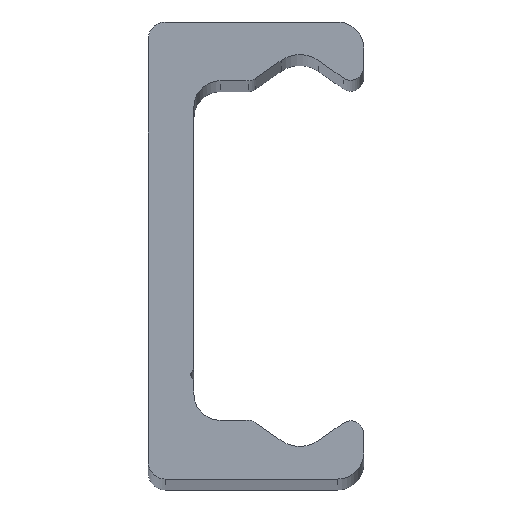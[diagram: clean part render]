
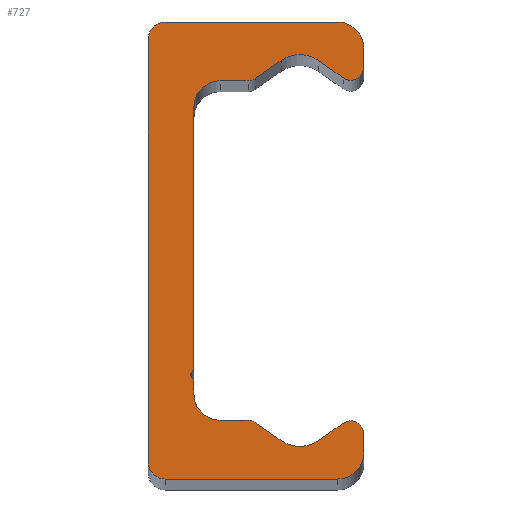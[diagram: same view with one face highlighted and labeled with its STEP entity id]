
A CAD part, top view. The second image highlights one B-rep face of the part: STEP entity #727.
In plain terms, the highlighted planar face has unit normal (0, 0, 1).
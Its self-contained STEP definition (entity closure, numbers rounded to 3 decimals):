
#34=VECTOR('',#874,1.);
#39=VECTOR('',#886,1.);
#43=VECTOR('',#897,1.);
#47=VECTOR('',#908,1.);
#51=VECTOR('',#919,1.);
#55=VECTOR('',#930,1.);
#59=VECTOR('',#941,1.);
#63=VECTOR('',#952,1.);
#67=VECTOR('',#963,1.);
#71=VECTOR('',#974,1.);
#75=VECTOR('',#985,1.);
#79=VECTOR('',#996,1.);
#83=VECTOR('',#1007,1.);
#86=LINE('',#1067,#34);
#91=LINE('',#1082,#39);
#95=LINE('',#1094,#43);
#99=LINE('',#1106,#47);
#103=LINE('',#1118,#51);
#107=LINE('',#1130,#55);
#111=LINE('',#1142,#59);
#115=LINE('',#1154,#63);
#119=LINE('',#1166,#67);
#123=LINE('',#1178,#71);
#127=LINE('',#1190,#75);
#131=LINE('',#1202,#79);
#135=LINE('',#1214,#83);
#151=PLANE('',#811);
#177=VERTEX_POINT('',#1068);
#178=VERTEX_POINT('',#1069);
#181=VERTEX_POINT('',#1077);
#183=VERTEX_POINT('',#1083);
#185=VERTEX_POINT('',#1089);
#187=VERTEX_POINT('',#1095);
#189=VERTEX_POINT('',#1101);
#191=VERTEX_POINT('',#1107);
#193=VERTEX_POINT('',#1113);
#195=VERTEX_POINT('',#1119);
#197=VERTEX_POINT('',#1125);
#199=VERTEX_POINT('',#1131);
#201=VERTEX_POINT('',#1137);
#203=VERTEX_POINT('',#1143);
#205=VERTEX_POINT('',#1149);
#207=VERTEX_POINT('',#1155);
#209=VERTEX_POINT('',#1161);
#211=VERTEX_POINT('',#1167);
#213=VERTEX_POINT('',#1173);
#215=VERTEX_POINT('',#1179);
#217=VERTEX_POINT('',#1185);
#219=VERTEX_POINT('',#1191);
#221=VERTEX_POINT('',#1197);
#223=VERTEX_POINT('',#1203);
#225=VERTEX_POINT('',#1209);
#227=VERTEX_POINT('',#1215);
#247=CIRCLE('',#761,2.);
#249=CIRCLE('',#765,1.);
#251=CIRCLE('',#769,2.5);
#253=CIRCLE('',#773,1.);
#255=CIRCLE('',#777,2.);
#257=CIRCLE('',#781,0.5);
#259=CIRCLE('',#785,2.);
#261=CIRCLE('',#789,1.);
#263=CIRCLE('',#793,2.5);
#265=CIRCLE('',#797,1.);
#267=CIRCLE('',#801,2.);
#269=CIRCLE('',#805,1.3);
#271=CIRCLE('',#809,1.3);
#291=EDGE_CURVE('',#177,#178,#86,.T.);
#295=EDGE_CURVE('',#178,#181,#247,.T.);
#298=EDGE_CURVE('',#181,#183,#91,.T.);
#301=EDGE_CURVE('',#183,#185,#249,.T.);
#304=EDGE_CURVE('',#185,#187,#95,.T.);
#307=EDGE_CURVE('',#187,#189,#251,.T.);
#310=EDGE_CURVE('',#189,#191,#99,.T.);
#313=EDGE_CURVE('',#191,#193,#253,.T.);
#316=EDGE_CURVE('',#193,#195,#103,.T.);
#319=EDGE_CURVE('',#195,#197,#255,.T.);
#322=EDGE_CURVE('',#197,#199,#107,.T.);
#325=EDGE_CURVE('',#199,#201,#257,.T.);
#328=EDGE_CURVE('',#201,#203,#111,.T.);
#331=EDGE_CURVE('',#203,#205,#259,.T.);
#334=EDGE_CURVE('',#205,#207,#115,.T.);
#337=EDGE_CURVE('',#207,#209,#261,.T.);
#340=EDGE_CURVE('',#209,#211,#119,.T.);
#343=EDGE_CURVE('',#211,#213,#263,.T.);
#346=EDGE_CURVE('',#213,#215,#123,.T.);
#349=EDGE_CURVE('',#215,#217,#265,.T.);
#352=EDGE_CURVE('',#217,#219,#127,.T.);
#355=EDGE_CURVE('',#219,#221,#267,.T.);
#358=EDGE_CURVE('',#221,#223,#131,.T.);
#361=EDGE_CURVE('',#223,#225,#269,.T.);
#364=EDGE_CURVE('',#225,#227,#135,.T.);
#367=EDGE_CURVE('',#227,#177,#271,.T.);
#509=ORIENTED_EDGE('',*,*,#291,.F.);
#510=ORIENTED_EDGE('',*,*,#367,.F.);
#511=ORIENTED_EDGE('',*,*,#364,.F.);
#512=ORIENTED_EDGE('',*,*,#361,.F.);
#513=ORIENTED_EDGE('',*,*,#358,.F.);
#514=ORIENTED_EDGE('',*,*,#355,.F.);
#515=ORIENTED_EDGE('',*,*,#352,.F.);
#516=ORIENTED_EDGE('',*,*,#349,.F.);
#517=ORIENTED_EDGE('',*,*,#346,.F.);
#518=ORIENTED_EDGE('',*,*,#343,.F.);
#519=ORIENTED_EDGE('',*,*,#340,.F.);
#520=ORIENTED_EDGE('',*,*,#337,.F.);
#521=ORIENTED_EDGE('',*,*,#334,.F.);
#522=ORIENTED_EDGE('',*,*,#331,.F.);
#523=ORIENTED_EDGE('',*,*,#328,.F.);
#524=ORIENTED_EDGE('',*,*,#325,.F.);
#525=ORIENTED_EDGE('',*,*,#322,.F.);
#526=ORIENTED_EDGE('',*,*,#319,.F.);
#527=ORIENTED_EDGE('',*,*,#316,.F.);
#528=ORIENTED_EDGE('',*,*,#313,.F.);
#529=ORIENTED_EDGE('',*,*,#310,.F.);
#530=ORIENTED_EDGE('',*,*,#307,.F.);
#531=ORIENTED_EDGE('',*,*,#304,.F.);
#532=ORIENTED_EDGE('',*,*,#301,.F.);
#533=ORIENTED_EDGE('',*,*,#298,.F.);
#534=ORIENTED_EDGE('',*,*,#295,.F.);
#623=EDGE_LOOP('',(#509,#510,#511,#512,#513,#514,#515,#516,#517,#518,#519,
#520,#521,#522,#523,#524,#525,#526,#527,#528,#529,#530,#531,#532,#533,#534));
#687=FACE_BOUND('',#623,.T.);
#727=ADVANCED_FACE('',(#687),#151,.T.);
#761=AXIS2_PLACEMENT_3D('',#1076,#880,#881);
#765=AXIS2_PLACEMENT_3D('',#1088,#891,#892);
#769=AXIS2_PLACEMENT_3D('',#1100,#902,#903);
#773=AXIS2_PLACEMENT_3D('',#1112,#913,#914);
#777=AXIS2_PLACEMENT_3D('',#1124,#924,#925);
#781=AXIS2_PLACEMENT_3D('',#1136,#935,#936);
#785=AXIS2_PLACEMENT_3D('',#1148,#946,#947);
#789=AXIS2_PLACEMENT_3D('',#1160,#957,#958);
#793=AXIS2_PLACEMENT_3D('',#1172,#968,#969);
#797=AXIS2_PLACEMENT_3D('',#1184,#979,#980);
#801=AXIS2_PLACEMENT_3D('',#1196,#990,#991);
#805=AXIS2_PLACEMENT_3D('',#1208,#1001,#1002);
#809=AXIS2_PLACEMENT_3D('',#1220,#1012,#1013);
#811=AXIS2_PLACEMENT_3D('',#1222,#1016,$);
#874=DIRECTION('',(1.,0.,0.));
#880=DIRECTION('',(0.,0.,-1.));
#881=DIRECTION('',(2.,0.,0.));
#886=DIRECTION('',(0.,-1.,0.));
#891=DIRECTION('',(0.,0.,-1.));
#892=DIRECTION('',(1.,0.,0.));
#897=DIRECTION('',(-0.819,0.574,0.));
#902=DIRECTION('',(0.,0.,1.));
#903=DIRECTION('',(2.5,0.,0.));
#908=DIRECTION('',(-0.819,-0.574,0.));
#913=DIRECTION('',(0.,0.,-1.));
#914=DIRECTION('',(1.,0.,0.));
#919=DIRECTION('',(-1.,0.,0.));
#924=DIRECTION('',(0.,0.,1.));
#925=DIRECTION('',(2.,0.,0.));
#930=DIRECTION('',(0.,-1.,0.));
#935=DIRECTION('',(0.,0.,1.));
#936=DIRECTION('',(0.5,0.,0.));
#941=DIRECTION('',(0.,-1.,0.));
#946=DIRECTION('',(0.,0.,1.));
#947=DIRECTION('',(2.,0.,0.));
#952=DIRECTION('',(1.,0.,0.));
#957=DIRECTION('',(0.,0.,-1.));
#958=DIRECTION('',(1.,0.,0.));
#963=DIRECTION('',(0.819,-0.574,0.));
#968=DIRECTION('',(0.,0.,1.));
#969=DIRECTION('',(2.5,0.,0.));
#974=DIRECTION('',(0.819,0.574,0.));
#979=DIRECTION('',(0.,0.,-1.));
#980=DIRECTION('',(1.,0.,0.));
#985=DIRECTION('',(0.,-1.,0.));
#990=DIRECTION('',(0.,0.,-1.));
#991=DIRECTION('',(2.,0.,0.));
#996=DIRECTION('',(-1.,0.,0.));
#1001=DIRECTION('',(0.,0.,-1.));
#1002=DIRECTION('',(1.3,0.,0.));
#1007=DIRECTION('',(0.,1.,0.));
#1012=DIRECTION('',(0.,0.,-1.));
#1013=DIRECTION('',(1.3,0.,0.));
#1016=DIRECTION('',(0.,0.,1.));
#1067=CARTESIAN_POINT('',(14.5,17.5,480.));
#1068=CARTESIAN_POINT('',(1.3,17.5,480.));
#1069=CARTESIAN_POINT('',(14.5,17.5,480.));
#1076=CARTESIAN_POINT('',(14.5,15.5,480.));
#1077=CARTESIAN_POINT('',(16.5,15.5,480.));
#1082=CARTESIAN_POINT('',(16.5,14.042,480.));
#1083=CARTESIAN_POINT('',(16.5,14.042,480.));
#1088=CARTESIAN_POINT('',(15.5,14.042,480.));
#1089=CARTESIAN_POINT('',(14.926,13.223,480.));
#1094=CARTESIAN_POINT('',(13.034,14.548,480.));
#1095=CARTESIAN_POINT('',(13.034,14.548,480.));
#1100=CARTESIAN_POINT('',(11.6,12.5,480.));
#1101=CARTESIAN_POINT('',(10.166,14.548,480.));
#1106=CARTESIAN_POINT('',(8.214,13.181,480.));
#1107=CARTESIAN_POINT('',(8.214,13.181,480.));
#1112=CARTESIAN_POINT('',(7.64,14.,480.));
#1113=CARTESIAN_POINT('',(7.64,13.,480.));
#1118=CARTESIAN_POINT('',(5.5,13.,480.));
#1119=CARTESIAN_POINT('',(5.5,13.,480.));
#1124=CARTESIAN_POINT('',(5.5,11.,480.));
#1125=CARTESIAN_POINT('',(3.5,11.,480.));
#1130=CARTESIAN_POINT('',(3.5,-9.067,480.));
#1131=CARTESIAN_POINT('',(3.5,-9.067,480.));
#1136=CARTESIAN_POINT('',(3.75,-9.5,480.));
#1137=CARTESIAN_POINT('',(3.5,-9.933,480.));
#1142=CARTESIAN_POINT('',(3.5,-11.,480.));
#1143=CARTESIAN_POINT('',(3.5,-11.,480.));
#1148=CARTESIAN_POINT('',(5.5,-11.,480.));
#1149=CARTESIAN_POINT('',(5.5,-13.,480.));
#1154=CARTESIAN_POINT('',(7.64,-13.,480.));
#1155=CARTESIAN_POINT('',(7.64,-13.,480.));
#1160=CARTESIAN_POINT('',(7.64,-14.,480.));
#1161=CARTESIAN_POINT('',(8.214,-13.181,480.));
#1166=CARTESIAN_POINT('',(10.166,-14.548,480.));
#1167=CARTESIAN_POINT('',(10.166,-14.548,480.));
#1172=CARTESIAN_POINT('',(11.6,-12.5,480.));
#1173=CARTESIAN_POINT('',(13.034,-14.548,480.));
#1178=CARTESIAN_POINT('',(14.926,-13.223,480.));
#1179=CARTESIAN_POINT('',(14.926,-13.223,480.));
#1184=CARTESIAN_POINT('',(15.5,-14.042,480.));
#1185=CARTESIAN_POINT('',(16.5,-14.042,480.));
#1190=CARTESIAN_POINT('',(16.5,-15.5,480.));
#1191=CARTESIAN_POINT('',(16.5,-15.5,480.));
#1196=CARTESIAN_POINT('',(14.5,-15.5,480.));
#1197=CARTESIAN_POINT('',(14.5,-17.5,480.));
#1202=CARTESIAN_POINT('',(1.3,-17.5,480.));
#1203=CARTESIAN_POINT('',(1.3,-17.5,480.));
#1208=CARTESIAN_POINT('',(1.3,-16.2,480.));
#1209=CARTESIAN_POINT('',(0.,-16.2,480.));
#1214=CARTESIAN_POINT('',(0.,16.2,480.));
#1215=CARTESIAN_POINT('',(0.,16.2,480.));
#1220=CARTESIAN_POINT('',(1.3,16.2,480.));
#1222=CARTESIAN_POINT('',(5.942,-0.014,480.));
